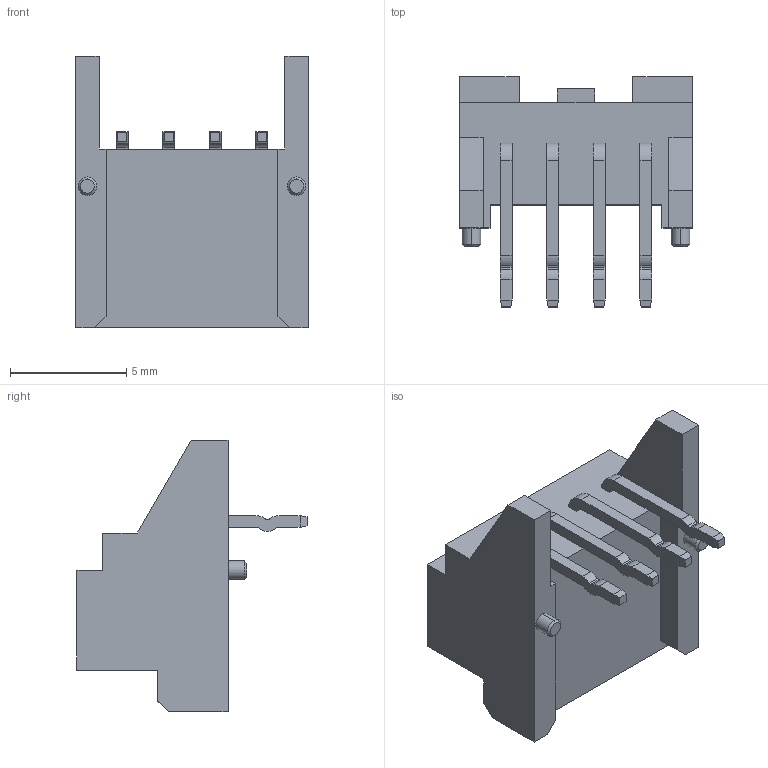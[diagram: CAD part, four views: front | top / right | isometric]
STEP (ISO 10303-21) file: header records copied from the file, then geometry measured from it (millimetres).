
FILE_DESCRIPTION(('FreeCAD Model'),'2;1');
FILE_NAME('Open CASCADE Shape Model','2025-11-20T18:05:01',('Author'),( ''),'Open CASCADE STEP processor 7.8','FreeCAD','Unknown');
FILE_SCHEMA(('AP242_MANAGED_MODEL_BASED_3D_ENGINEERING_MIM_LF. {1 0 10303 442 1 1 4 }'));
Length unit declared in the file: millimetre
Products named in the file (10): S04B-PASK-2; Shell; Solid009; Solid010; Solid011; Solid012; Solid013; Solid014; Solid015; Solid016
Assembly tree (9 placements, depth 2):
  S04B-PASK-2
    Shell
    Solid009
    Solid010
    Solid011
    Solid012
    Solid013
    Solid014
    Solid015
    Solid016
Bounding box: 10 x 9.9 x 11.7 mm (x, y, z)
Volume: 10.3 mm3; surface area: 622.1 mm2
Topology: 8 solids, 9 shells, 198 faces, 485 edges, 308 vertices
Faces by surface type: plane 146, cylinder 46, cone 4, bspline 2
Entity records: 5979 total; most frequent: CARTESIAN_POINT 1027, DIRECTION 981, ORIENTED_EDGE 970, EDGE_CURVE 485, LINE 385, VECTOR 385, VERTEX_POINT 308, AXIS2_PLACEMENT_3D 298
